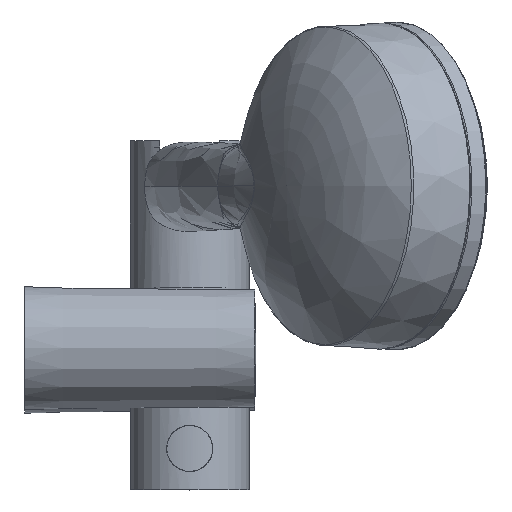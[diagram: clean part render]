
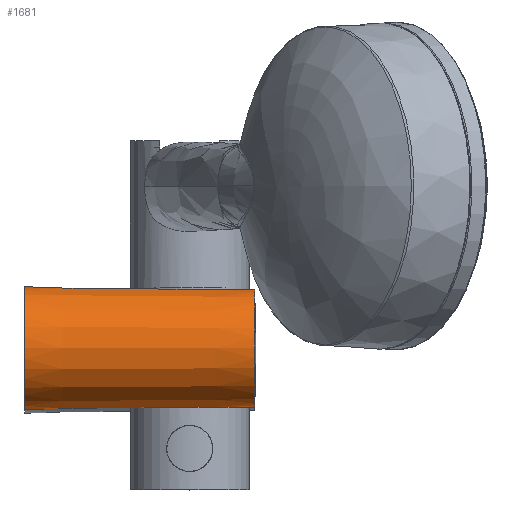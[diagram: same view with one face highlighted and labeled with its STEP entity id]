
A CAD part, top view. The second image highlights one B-rep face of the part: STEP entity #1681.
In plain terms, the highlighted conical face has half-angle 0.6 degrees and reference radius 17.9 mm.
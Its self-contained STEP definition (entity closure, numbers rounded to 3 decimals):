
#313=CONICAL_SURFACE('',#2217,17.9,0.01);
#387=ORIENTED_EDGE('',*,*,#783,.F.);
#388=ORIENTED_EDGE('',*,*,#782,.F.);
#782=EDGE_CURVE('',#1049,#1049,#1263,.F.);
#783=EDGE_CURVE('',#1050,#1050,#1264,.T.);
#1049=VERTEX_POINT('',#2821);
#1050=VERTEX_POINT('',#2824);
#1263=CIRCLE('',#2216,17.877);
#1264=CIRCLE('',#2218,18.607);
#1356=EDGE_LOOP('',(#387));
#1357=EDGE_LOOP('',(#388));
#1503=FACE_BOUND('',#1356,.T.);
#1504=FACE_BOUND('',#1357,.T.);
#1681=ADVANCED_FACE('',(#1503,#1504),#313,.T.);
#2216=AXIS2_PLACEMENT_3D('',#2820,#2419,#2420);
#2217=AXIS2_PLACEMENT_3D('',#2822,#2421,#2422);
#2218=AXIS2_PLACEMENT_3D('',#2823,#2423,#2424);
#2419=DIRECTION('',(-1.,0.,0.));
#2420=DIRECTION('',(0.,0.,-1.));
#2421=DIRECTION('',(-1.,0.,0.));
#2422=DIRECTION('',(0.,0.,1.));
#2423=DIRECTION('',(-1.,0.,0.));
#2424=DIRECTION('',(0.,0.,-1.));
#2820=CARTESIAN_POINT('',(69.68,0.,620.204));
#2821=CARTESIAN_POINT('',(69.68,0.,602.327));
#2822=CARTESIAN_POINT('',(67.5,0.,620.204));
#2823=CARTESIAN_POINT('',(0.,0.,620.204));
#2824=CARTESIAN_POINT('',(0.,0.,601.597));
